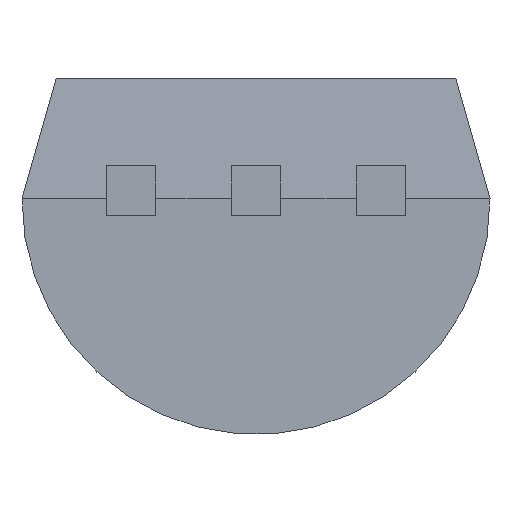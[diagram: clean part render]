
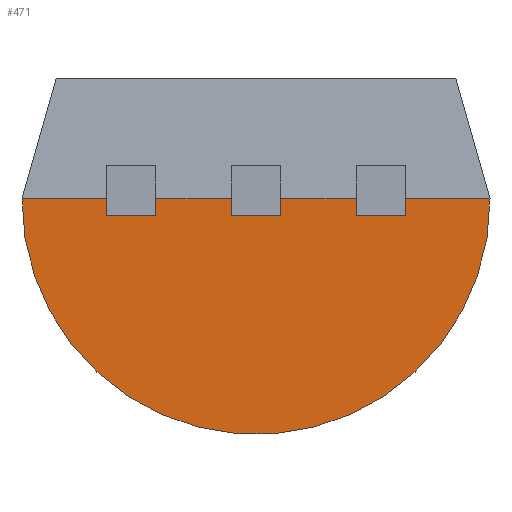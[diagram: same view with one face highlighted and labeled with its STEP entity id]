
A CAD part, front view. The second image highlights one B-rep face of the part: STEP entity #471.
In plain terms, the highlighted planar face has unit normal (0, -1, 0).
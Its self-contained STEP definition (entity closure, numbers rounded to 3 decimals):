
#3 = ORIENTED_EDGE ( 'NONE', *, *, #783, .T. ) ;
#41 = DIRECTION ( 'NONE',  ( 0., 0., 1. ) ) ;
#54 = DIRECTION ( 'NONE',  ( 0., 0., 1. ) ) ;
#55 = LINE ( 'NONE', #766, #846 ) ;
#76 = LINE ( 'NONE', #418, #874 ) ;
#86 = CARTESIAN_POINT ( 'NONE',  ( -2.38, 0., 0.015 ) ) ;
#96 = ORIENTED_EDGE ( 'NONE', *, *, #661, .T. ) ;
#128 = DIRECTION ( 'NONE',  ( 0., 0., -1. ) ) ;
#129 = EDGE_CURVE ( 'NONE', #948, #894, #233, .T. ) ;
#132 = CARTESIAN_POINT ( 'NONE',  ( 1.02, 0., -0.15 ) ) ;
#136 = CARTESIAN_POINT ( 'NONE',  ( 1.02, 0., 0.015 ) ) ;
#145 = CARTESIAN_POINT ( 'NONE',  ( -1.02, 0., 0.015 ) ) ;
#157 = CARTESIAN_POINT ( 'NONE',  ( 0.25, 0., -0.15 ) ) ;
#171 = ORIENTED_EDGE ( 'NONE', *, *, #931, .T. ) ;
#179 = CARTESIAN_POINT ( 'NONE',  ( -1.52, 0., -0.15 ) ) ;
#188 = VECTOR ( 'NONE', #218, 1000. ) ;
#198 = CARTESIAN_POINT ( 'NONE',  ( 2.38, 0., 0.015 ) ) ;
#201 = CARTESIAN_POINT ( 'NONE',  ( -0.25, 0., 0.35 ) ) ;
#202 = CARTESIAN_POINT ( 'NONE',  ( 0.25, 0., 0.015 ) ) ;
#206 = CARTESIAN_POINT ( 'NONE',  ( -1.52, 0., 0.015 ) ) ;
#208 = VECTOR ( 'NONE', #562, 1000. ) ;
#216 = AXIS2_PLACEMENT_3D ( 'NONE', #378, #905, #54 ) ;
#218 = DIRECTION ( 'NONE',  ( -1., 0., 0. ) ) ;
#220 = ORIENTED_EDGE ( 'NONE', *, *, #409, .T. ) ;
#228 = AXIS2_PLACEMENT_3D ( 'NONE', #257, #803, #41 ) ;
#233 = LINE ( 'NONE', #201, #596 ) ;
#235 = CIRCLE ( 'NONE', #228, 2.38 ) ;
#236 = VECTOR ( 'NONE', #711, 1000. ) ;
#240 = DIRECTION ( 'NONE',  ( -1., 0., 0. ) ) ;
#254 = VERTEX_POINT ( 'NONE', #145 ) ;
#257 = CARTESIAN_POINT ( 'NONE',  ( 0., 0., 0. ) ) ;
#258 = LINE ( 'NONE', #262, #858 ) ;
#259 = CARTESIAN_POINT ( 'NONE',  ( -0.25, 0., -0.15 ) ) ;
#262 = CARTESIAN_POINT ( 'NONE',  ( 0.25, 0., -0.176 ) ) ;
#265 = CARTESIAN_POINT ( 'NONE',  ( -1.02, 0., -0.176 ) ) ;
#270 = ORIENTED_EDGE ( 'NONE', *, *, #626, .T. ) ;
#273 = FACE_OUTER_BOUND ( 'NONE', #478, .T. ) ;
#295 = VECTOR ( 'NONE', #538, 1000. ) ;
#297 = DIRECTION ( 'NONE',  ( -1., 0., 0. ) ) ;
#315 = CARTESIAN_POINT ( 'NONE',  ( 1.52, 0., -0.15 ) ) ;
#378 = CARTESIAN_POINT ( 'NONE',  ( 0., 0., -0.176 ) ) ;
#379 = EDGE_CURVE ( 'NONE', #704, #720, #884, .T. ) ;
#385 = CARTESIAN_POINT ( 'NONE',  ( 2.38, 0., 0.015 ) ) ;
#407 = LINE ( 'NONE', #723, #208 ) ;
#409 = EDGE_CURVE ( 'NONE', #416, #948, #784, .T. ) ;
#416 = VERTEX_POINT ( 'NONE', #157 ) ;
#418 = CARTESIAN_POINT ( 'NONE',  ( 1.52, 0., 0.35 ) ) ;
#419 = VECTOR ( 'NONE', #297, 1000. ) ;
#424 = VERTEX_POINT ( 'NONE', #831 ) ;
#427 = ORIENTED_EDGE ( 'NONE', *, *, #640, .T. ) ;
#438 = ORIENTED_EDGE ( 'NONE', *, *, #499, .T. ) ;
#443 = CARTESIAN_POINT ( 'NONE',  ( -0.25, 0., -0.15 ) ) ;
#452 = LINE ( 'NONE', #198, #236 ) ;
#460 = ORIENTED_EDGE ( 'NONE', *, *, #888, .F. ) ;
#471 = ADVANCED_FACE ( 'NONE', ( #273 ), #502, .F. ) ;
#472 = DIRECTION ( 'NONE',  ( -1., 0., 0. ) ) ;
#477 = CARTESIAN_POINT ( 'NONE',  ( -0.25, 0., 0.015 ) ) ;
#478 = EDGE_LOOP ( 'NONE', ( #3, #171, #816, #460, #438, #878, #617, #867, #842, #427, #220, #565, #96, #270 ) ) ;
#480 = EDGE_CURVE ( 'NONE', #970, #495, #76, .T. ) ;
#491 = VERTEX_POINT ( 'NONE', #86 ) ;
#495 = VERTEX_POINT ( 'NONE', #315 ) ;
#498 = LINE ( 'NONE', #921, #295 ) ;
#499 = EDGE_CURVE ( 'NONE', #825, #970, #55, .T. ) ;
#502 = PLANE ( 'NONE',  #216 ) ;
#510 = DIRECTION ( 'NONE',  ( 0., 0., 1. ) ) ;
#518 = EDGE_CURVE ( 'NONE', #495, #902, #658, .T. ) ;
#527 = LINE ( 'NONE', #179, #709 ) ;
#538 = DIRECTION ( 'NONE',  ( 0., 0., 1. ) ) ;
#546 = DIRECTION ( 'NONE',  ( -1., 0., 0. ) ) ;
#557 = DIRECTION ( 'NONE',  ( 0., 0., -1. ) ) ;
#562 = DIRECTION ( 'NONE',  ( 0., 0., 1. ) ) ;
#565 = ORIENTED_EDGE ( 'NONE', *, *, #129, .T. ) ;
#574 = DIRECTION ( 'NONE',  ( 0., 0., -1. ) ) ;
#596 = VECTOR ( 'NONE', #510, 1000. ) ;
#613 = DIRECTION ( 'NONE',  ( -1., 0., 0. ) ) ;
#617 = ORIENTED_EDGE ( 'NONE', *, *, #518, .T. ) ;
#626 = EDGE_CURVE ( 'NONE', #254, #424, #985, .T. ) ;
#640 = EDGE_CURVE ( 'NONE', #720, #416, #258, .T. ) ;
#658 = LINE ( 'NONE', #132, #419 ) ;
#661 = EDGE_CURVE ( 'NONE', #894, #254, #452, .T. ) ;
#672 = VECTOR ( 'NONE', #240, 1000. ) ;
#692 = VERTEX_POINT ( 'NONE', #901 ) ;
#701 = CARTESIAN_POINT ( 'NONE',  ( 2.38, 0., 0.015 ) ) ;
#704 = VERTEX_POINT ( 'NONE', #136 ) ;
#709 = VECTOR ( 'NONE', #613, 1000. ) ;
#711 = DIRECTION ( 'NONE',  ( -1., 0., 0. ) ) ;
#720 = VERTEX_POINT ( 'NONE', #202 ) ;
#723 = CARTESIAN_POINT ( 'NONE',  ( -1.52, 0., 0.35 ) ) ;
#744 = VECTOR ( 'NONE', #128, 1000. ) ;
#766 = CARTESIAN_POINT ( 'NONE',  ( 2.38, 0., 0.015 ) ) ;
#767 = VERTEX_POINT ( 'NONE', #206 ) ;
#771 = EDGE_CURVE ( 'NONE', #902, #704, #498, .T. ) ;
#783 = EDGE_CURVE ( 'NONE', #424, #692, #527, .T. ) ;
#784 = LINE ( 'NONE', #443, #188 ) ;
#803 = DIRECTION ( 'NONE',  ( 0., 1., 0. ) ) ;
#808 = VECTOR ( 'NONE', #472, 1000. ) ;
#816 = ORIENTED_EDGE ( 'NONE', *, *, #909, .T. ) ;
#825 = VERTEX_POINT ( 'NONE', #900 ) ;
#830 = LINE ( 'NONE', #385, #808 ) ;
#831 = CARTESIAN_POINT ( 'NONE',  ( -1.02, 0., -0.15 ) ) ;
#842 = ORIENTED_EDGE ( 'NONE', *, *, #379, .T. ) ;
#846 = VECTOR ( 'NONE', #546, 1000. ) ;
#858 = VECTOR ( 'NONE', #557, 1000. ) ;
#867 = ORIENTED_EDGE ( 'NONE', *, *, #771, .T. ) ;
#872 = CARTESIAN_POINT ( 'NONE',  ( 1.52, 0., 0.015 ) ) ;
#874 = VECTOR ( 'NONE', #574, 1000. ) ;
#878 = ORIENTED_EDGE ( 'NONE', *, *, #480, .T. ) ;
#883 = CARTESIAN_POINT ( 'NONE',  ( 1.02, 0., -0.15 ) ) ;
#884 = LINE ( 'NONE', #701, #672 ) ;
#888 = EDGE_CURVE ( 'NONE', #825, #491, #235, .T. ) ;
#894 = VERTEX_POINT ( 'NONE', #477 ) ;
#900 = CARTESIAN_POINT ( 'NONE',  ( 2.38, 0., 0.015 ) ) ;
#901 = CARTESIAN_POINT ( 'NONE',  ( -1.52, 0., -0.15 ) ) ;
#902 = VERTEX_POINT ( 'NONE', #883 ) ;
#905 = DIRECTION ( 'NONE',  ( 0., 1., 0. ) ) ;
#909 = EDGE_CURVE ( 'NONE', #767, #491, #830, .T. ) ;
#921 = CARTESIAN_POINT ( 'NONE',  ( 1.02, 0., 0.35 ) ) ;
#931 = EDGE_CURVE ( 'NONE', #692, #767, #407, .T. ) ;
#948 = VERTEX_POINT ( 'NONE', #259 ) ;
#970 = VERTEX_POINT ( 'NONE', #872 ) ;
#985 = LINE ( 'NONE', #265, #744 ) ;
